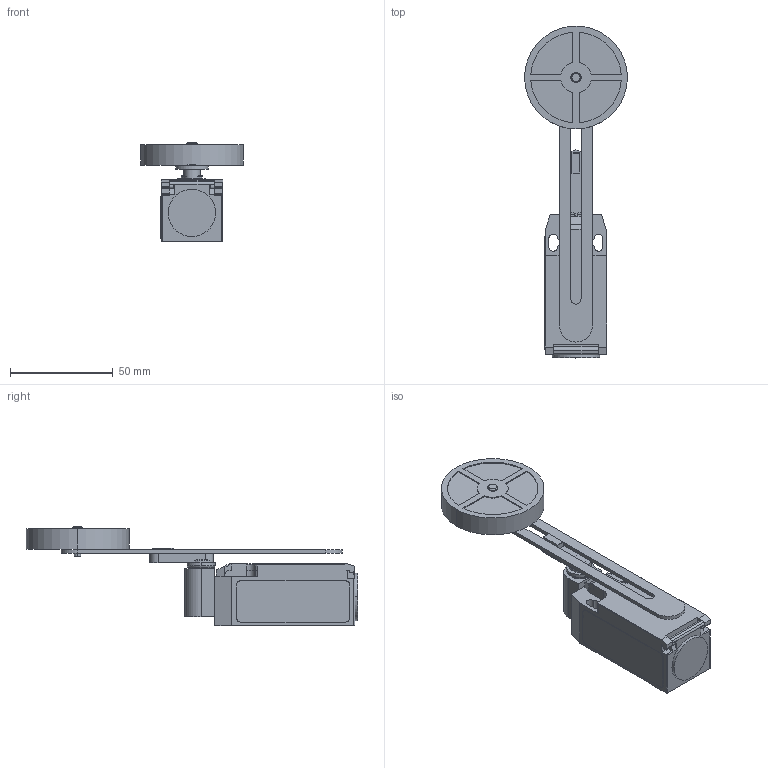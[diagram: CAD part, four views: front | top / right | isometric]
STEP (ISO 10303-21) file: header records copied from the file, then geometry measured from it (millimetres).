
FILE_DESCRIPTION((''),'2;1');
FILE_NAME('3d_KMF3S11.stp','2012-10-03T07:50:34',(''),(''),'Mechanical Desktop 2011','Mechanical Desktop 2011',', , ');
FILE_SCHEMA(('CONFIG_CONTROL_DESIGN'));
Length unit declared in the file: millimetre
Products named in the file (1): Product
Bounding box: 50 x 161.19 x 48.3 mm (x, y, z)
Volume: 84877.5 mm3; surface area: 24226.8 mm2
Topology: 8 solids, 8 shells, 210 faces, 572 edges, 399 vertices
Faces by surface type: plane 126, cylinder 71, cone 8, bspline 3, torus 2
Entity records: 6755 total; most frequent: CARTESIAN_POINT 1206, DIRECTION 1150, ORIENTED_EDGE 1118, EDGE_CURVE 559, VECTOR 410, LINE 410, VERTEX_POINT 374, AXIS2_PLACEMENT_3D 370
